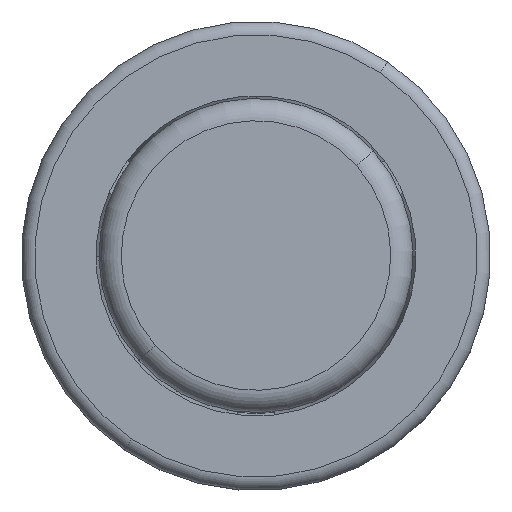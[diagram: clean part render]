
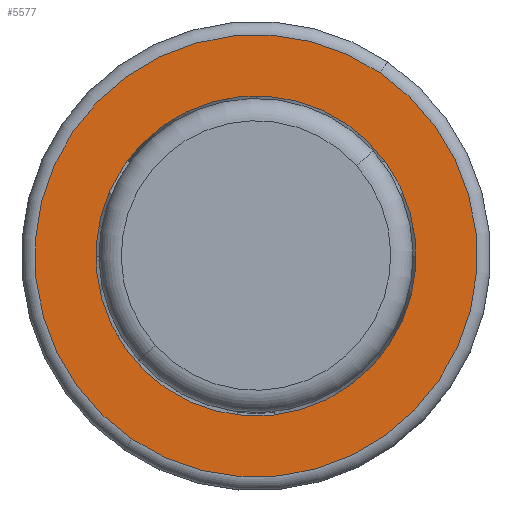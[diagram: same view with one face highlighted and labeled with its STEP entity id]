
A CAD part, top view. The second image highlights one B-rep face of the part: STEP entity #5577.
In plain terms, the highlighted face is planar.
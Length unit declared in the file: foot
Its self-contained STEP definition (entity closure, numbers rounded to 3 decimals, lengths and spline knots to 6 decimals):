
#132 = CIRCLE ( 'NONE', #10904, 0.02475 ) ;
#642 = CARTESIAN_POINT ( 'NONE',  ( 0., 0.008, 0. ) ) ;
#773 = FACE_OUTER_BOUND ( 'NONE', #4604, .T. ) ;
#842 = ORIENTED_EDGE ( 'NONE', *, *, #4646, .T. ) ;
#855 = ORIENTED_EDGE ( 'NONE', *, *, #12491, .T. ) ;
#1221 = CIRCLE ( 'NONE', #3981, 0.02475 ) ;
#1552 = PLANE ( 'NONE',  #11892 ) ;
#1871 = DIRECTION ( 'NONE',  ( 0., 0., -1. ) ) ;
#1877 = CARTESIAN_POINT ( 'NONE',  ( 0.017917, 0.008, 0. ) ) ;
#1912 = ORIENTED_EDGE ( 'NONE', *, *, #4590, .F. ) ;
#2849 = AXIS2_PLACEMENT_3D ( 'NONE', #642, #9105, #9076 ) ;
#2972 = EDGE_LOOP ( 'NONE', ( #842, #855 ) ) ;
#3499 = CIRCLE ( 'NONE', #2849, 0.017917 ) ;
#3839 = ORIENTED_EDGE ( 'NONE', *, *, #7558, .F. ) ;
#3981 = AXIS2_PLACEMENT_3D ( 'NONE', #6379, #7861, #12001 ) ;
#4590 = EDGE_CURVE ( 'NONE', #8315, #10749, #1221, .T. ) ;
#4604 = EDGE_LOOP ( 'NONE', ( #1912, #3839 ) ) ;
#4646 = EDGE_CURVE ( 'NONE', #11076, #7952, #3499, .T. ) ;
#5184 = CARTESIAN_POINT ( 'NONE',  ( 0., 0.008, -0.017917 ) ) ;
#5577 = ADVANCED_FACE ( 'NONE', ( #12285, #773 ), #1552, .T. ) ;
#6189 = DIRECTION ( 'NONE',  ( 0., -1., 0. ) ) ;
#6379 = CARTESIAN_POINT ( 'NONE',  ( 0., 0.008, 0. ) ) ;
#6788 = CIRCLE ( 'NONE', #12478, 0.017917 ) ;
#7225 = CARTESIAN_POINT ( 'NONE',  ( 0., 0.008, 0. ) ) ;
#7558 = EDGE_CURVE ( 'NONE', #10749, #8315, #132, .T. ) ;
#7861 = DIRECTION ( 'NONE',  ( 0., -1., 0. ) ) ;
#7952 = VERTEX_POINT ( 'NONE', #11869 ) ;
#8264 = CARTESIAN_POINT ( 'NONE',  ( 0., 0.008, -0.02475 ) ) ;
#8315 = VERTEX_POINT ( 'NONE', #8264 ) ;
#8317 = DIRECTION ( 'NONE',  ( 0., 0., 1. ) ) ;
#8814 = DIRECTION ( 'NONE',  ( 0., -1., 0. ) ) ;
#9076 = DIRECTION ( 'NONE',  ( 0., 0., -1. ) ) ;
#9105 = DIRECTION ( 'NONE',  ( 0., -1., 0. ) ) ;
#10749 = VERTEX_POINT ( 'NONE', #11462 ) ;
#10904 = AXIS2_PLACEMENT_3D ( 'NONE', #11755, #8814, #11548 ) ;
#11076 = VERTEX_POINT ( 'NONE', #5184 ) ;
#11462 = CARTESIAN_POINT ( 'NONE',  ( 0., 0.008, 0.02475 ) ) ;
#11494 = DIRECTION ( 'NONE',  ( 0., 1., 0. ) ) ;
#11548 = DIRECTION ( 'NONE',  ( 0., 0., -1. ) ) ;
#11755 = CARTESIAN_POINT ( 'NONE',  ( 0., 0.008, 0. ) ) ;
#11869 = CARTESIAN_POINT ( 'NONE',  ( 0., 0.008, 0.017917 ) ) ;
#11892 = AXIS2_PLACEMENT_3D ( 'NONE', #1877, #11494, #8317 ) ;
#12001 = DIRECTION ( 'NONE',  ( 0., 0., -1. ) ) ;
#12285 = FACE_BOUND ( 'NONE', #2972, .T. ) ;
#12478 = AXIS2_PLACEMENT_3D ( 'NONE', #7225, #6189, #1871 ) ;
#12491 = EDGE_CURVE ( 'NONE', #7952, #11076, #6788, .T. ) ;
